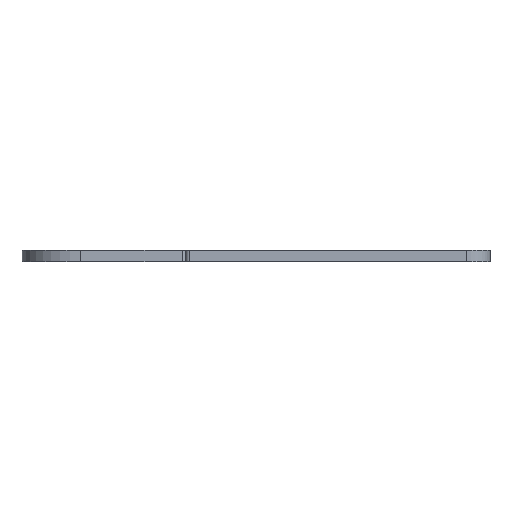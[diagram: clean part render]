
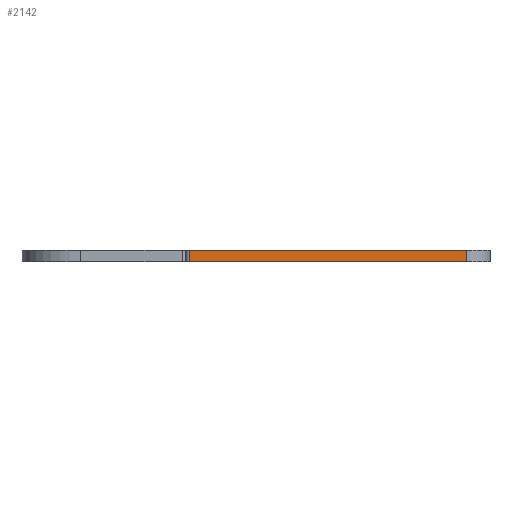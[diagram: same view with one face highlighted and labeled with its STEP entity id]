
A CAD part, left-side view. The second image highlights one B-rep face of the part: STEP entity #2142.
In plain terms, the highlighted planar face has unit normal (-1, 0, 0).
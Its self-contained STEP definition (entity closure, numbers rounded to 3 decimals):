
#225=FACE_OUTER_BOUND('',#337,.T.);
#337=EDGE_LOOP('',(#1510,#1511,#1512,#1513));
#490=LINE('',#3318,#702);
#491=LINE('',#3322,#703);
#492=LINE('',#3324,#704);
#493=LINE('',#3325,#705);
#702=VECTOR('',#2633,10.);
#703=VECTOR('',#2638,10.);
#704=VECTOR('',#2639,10.);
#705=VECTOR('',#2640,10.);
#908=VERTEX_POINT('',#3315);
#909=VERTEX_POINT('',#3317);
#910=VERTEX_POINT('',#3321);
#911=VERTEX_POINT('',#3323);
#1153=EDGE_CURVE('',#909,#908,#490,.T.);
#1155=EDGE_CURVE('',#910,#908,#491,.T.);
#1156=EDGE_CURVE('',#911,#910,#492,.T.);
#1157=EDGE_CURVE('',#909,#911,#493,.T.);
#1510=ORIENTED_EDGE('',*,*,#1153,.T.);
#1511=ORIENTED_EDGE('',*,*,#1155,.F.);
#1512=ORIENTED_EDGE('',*,*,#1156,.F.);
#1513=ORIENTED_EDGE('',*,*,#1157,.F.);
#2079=PLANE('',#2294);
#2142=ADVANCED_FACE('',(#225),#2079,.T.);
#2294=AXIS2_PLACEMENT_3D('',#3320,#2636,#2637);
#2633=DIRECTION('',(0.,0.,1.));
#2636=DIRECTION('center_axis',(-1.,0.,0.));
#2637=DIRECTION('ref_axis',(0.,-1.,0.));
#2638=DIRECTION('',(0.,-1.,0.));
#2639=DIRECTION('',(0.,0.,1.));
#2640=DIRECTION('',(0.,1.,0.));
#3315=CARTESIAN_POINT('',(-20.,-18.,0.5));
#3317=CARTESIAN_POINT('',(-20.,-18.,-0.5));
#3318=CARTESIAN_POINT('',(-20.,-18.,0.));
#3320=CARTESIAN_POINT('Origin',(-20.,5.7,0.));
#3321=CARTESIAN_POINT('',(-20.,5.7,0.5));
#3322=CARTESIAN_POINT('',(-20.,5.7,0.5));
#3323=CARTESIAN_POINT('',(-20.,5.7,-0.5));
#3324=CARTESIAN_POINT('',(-20.,5.7,0.));
#3325=CARTESIAN_POINT('',(-20.,5.7,-0.5));
